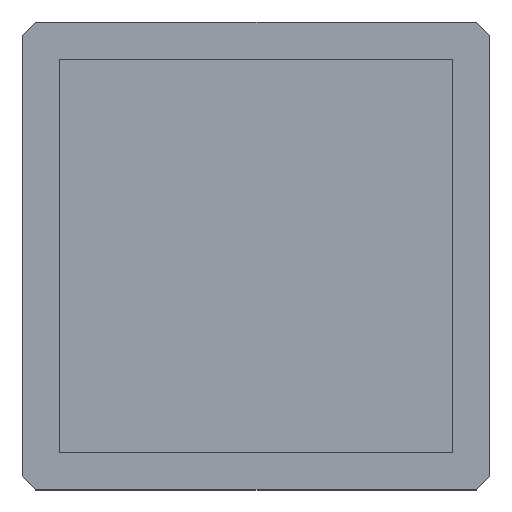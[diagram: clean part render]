
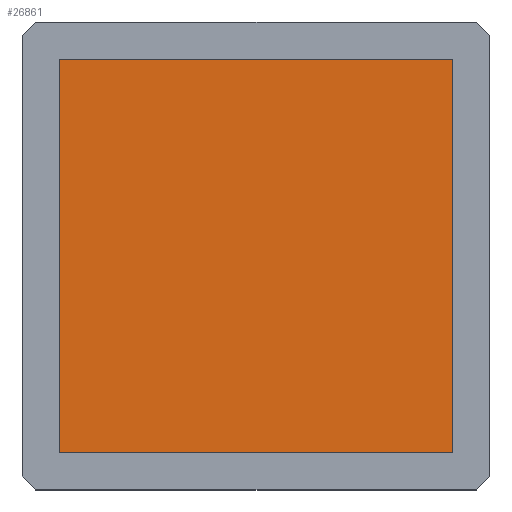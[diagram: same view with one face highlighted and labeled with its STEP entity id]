
A CAD part, top view. The second image highlights one B-rep face of the part: STEP entity #26861.
In plain terms, the highlighted planar face has unit normal (0, 0, 1).
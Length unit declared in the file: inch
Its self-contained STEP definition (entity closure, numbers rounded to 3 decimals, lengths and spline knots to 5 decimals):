
#360 = ORIENTED_EDGE ( 'NONE', *, *, #34166, .T. ) ;
#4023 = VECTOR ( 'NONE', #11145, 39.37008 ) ;
#6976 = FACE_OUTER_BOUND ( 'NONE', #12261, .T. ) ;
#7783 = CARTESIAN_POINT ( 'NONE',  ( -0.70866, -0.70866, 2.79981 ) ) ;
#9884 = EDGE_CURVE ( 'NONE', #13539, #19699, #38030, .T. ) ;
#9967 = DIRECTION ( 'NONE',  ( 1., 0., 0. ) ) ;
#10774 = LINE ( 'NONE', #7783, #4023 ) ;
#11145 = DIRECTION ( 'NONE',  ( 0., -1., 0. ) ) ;
#11826 = VECTOR ( 'NONE', #21284, 39.37008 ) ;
#12261 = EDGE_LOOP ( 'NONE', ( #360, #33391, #27461, #17349 ) ) ;
#12308 = CARTESIAN_POINT ( 'NONE',  ( 0.70866, 0.70866, 2.79981 ) ) ;
#12352 = CARTESIAN_POINT ( 'NONE',  ( 0., 0., 2.79981 ) ) ;
#13129 = DIRECTION ( 'NONE',  ( -1., 0., 0. ) ) ;
#13539 = VERTEX_POINT ( 'NONE', #12308 ) ;
#16321 = CARTESIAN_POINT ( 'NONE',  ( 0.70866, -0.70866, 2.79981 ) ) ;
#16740 = CARTESIAN_POINT ( 'NONE',  ( -0.70866, -0.70866, 2.79981 ) ) ;
#17349 = ORIENTED_EDGE ( 'NONE', *, *, #20627, .T. ) ;
#17904 = VERTEX_POINT ( 'NONE', #32525 ) ;
#18309 = CARTESIAN_POINT ( 'NONE',  ( 0.70866, -0.70866, 2.79981 ) ) ;
#19699 = VERTEX_POINT ( 'NONE', #36945 ) ;
#20627 = EDGE_CURVE ( 'NONE', #17904, #21558, #28285, .T. ) ;
#20901 = LINE ( 'NONE', #18309, #11826 ) ;
#21284 = DIRECTION ( 'NONE',  ( 0., 1., 0. ) ) ;
#21490 = DIRECTION ( 'NONE',  ( 0., 0., -1. ) ) ;
#21558 = VERTEX_POINT ( 'NONE', #16321 ) ;
#23108 = EDGE_CURVE ( 'NONE', #19699, #17904, #10774, .T. ) ;
#24082 = VECTOR ( 'NONE', #9967, 39.37008 ) ;
#26861 = ADVANCED_FACE ( 'NONE', ( #6976 ), #27471, .F. ) ;
#27461 = ORIENTED_EDGE ( 'NONE', *, *, #23108, .T. ) ;
#27471 = PLANE ( 'NONE',  #36715 ) ;
#27826 = VECTOR ( 'NONE', #31876, 39.37008 ) ;
#28285 = LINE ( 'NONE', #16740, #24082 ) ;
#31876 = DIRECTION ( 'NONE',  ( -1., 0., 0. ) ) ;
#32525 = CARTESIAN_POINT ( 'NONE',  ( -0.70866, -0.70866, 2.79981 ) ) ;
#33391 = ORIENTED_EDGE ( 'NONE', *, *, #9884, .T. ) ;
#34166 = EDGE_CURVE ( 'NONE', #21558, #13539, #20901, .T. ) ;
#34663 = CARTESIAN_POINT ( 'NONE',  ( -0.70866, 0.70866, 2.79981 ) ) ;
#36715 = AXIS2_PLACEMENT_3D ( 'NONE', #12352, #21490, #13129 ) ;
#36945 = CARTESIAN_POINT ( 'NONE',  ( -0.70866, 0.70866, 2.79981 ) ) ;
#38030 = LINE ( 'NONE', #34663, #27826 ) ;
